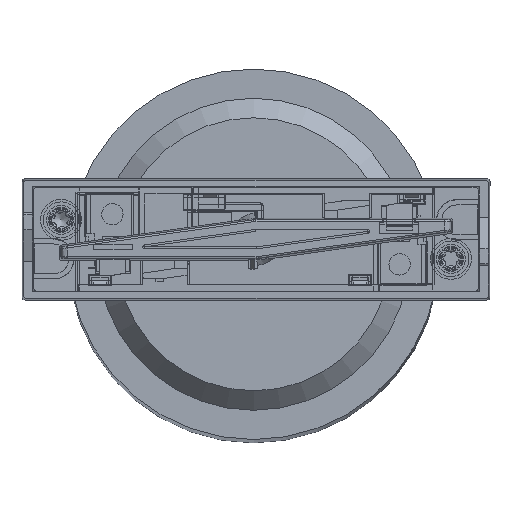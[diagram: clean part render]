
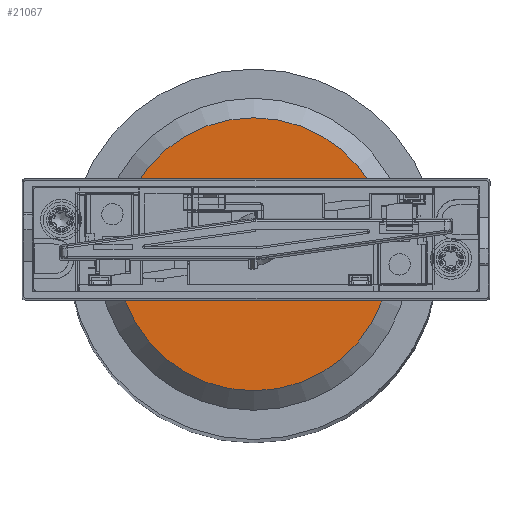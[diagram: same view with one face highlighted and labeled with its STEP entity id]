
A CAD part, top view. The second image highlights one B-rep face of the part: STEP entity #21067.
In plain terms, the highlighted planar face has unit normal (0, 0, 1).
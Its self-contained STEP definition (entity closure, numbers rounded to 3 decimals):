
#512=FACE_BOUND('',#3264,.T.);
#937=CIRCLE('',#22573,7.);
#938=CIRCLE('',#22574,7.);
#939=CIRCLE('',#22576,21.);
#940=CIRCLE('',#22577,21.);
#2176=FACE_OUTER_BOUND('',#3263,.T.);
#3263=EDGE_LOOP('',(#18245,#18246));
#3264=EDGE_LOOP('',(#18247,#18248));
#9474=VERTEX_POINT('',#37202);
#9475=VERTEX_POINT('',#37203);
#9476=VERTEX_POINT('',#37208);
#9477=VERTEX_POINT('',#37209);
#12400=EDGE_CURVE('',#9474,#9475,#937,.T.);
#12402=EDGE_CURVE('',#9475,#9474,#938,.T.);
#12403=EDGE_CURVE('',#9476,#9477,#939,.T.);
#12404=EDGE_CURVE('',#9477,#9476,#940,.T.);
#18245=ORIENTED_EDGE('',*,*,#12403,.F.);
#18246=ORIENTED_EDGE('',*,*,#12404,.F.);
#18247=ORIENTED_EDGE('',*,*,#12400,.F.);
#18248=ORIENTED_EDGE('',*,*,#12402,.F.);
#19002=PLANE('',#22575);
#21067=ADVANCED_FACE('',(#2176,#512),#19002,.F.);
#22573=AXIS2_PLACEMENT_3D('',#37204,#27714,#27715);
#22574=AXIS2_PLACEMENT_3D('',#37206,#27717,#27718);
#22575=AXIS2_PLACEMENT_3D('',#37207,#27719,#27720);
#22576=AXIS2_PLACEMENT_3D('',#37210,#27721,#27722);
#22577=AXIS2_PLACEMENT_3D('',#37211,#27723,#27724);
#27714=DIRECTION('center_axis',(0.,0.,1.));
#27715=DIRECTION('ref_axis',(-1.,0.,0.));
#27717=DIRECTION('center_axis',(0.,0.,1.));
#27718=DIRECTION('ref_axis',(-1.,0.,0.));
#27719=DIRECTION('center_axis',(0.,0.,-1.));
#27720=DIRECTION('ref_axis',(1.,0.,0.));
#27721=DIRECTION('center_axis',(0.,0.,-1.));
#27722=DIRECTION('ref_axis',(-1.,0.,0.));
#27723=DIRECTION('center_axis',(0.,0.,-1.));
#27724=DIRECTION('ref_axis',(-1.,0.,0.));
#37202=CARTESIAN_POINT('',(7.,0.,303.));
#37203=CARTESIAN_POINT('',(-7.,0.,303.));
#37204=CARTESIAN_POINT('Origin',(0.,0.,303.));
#37206=CARTESIAN_POINT('Origin',(0.,0.,303.));
#37207=CARTESIAN_POINT('Origin',(0.,0.,303.));
#37208=CARTESIAN_POINT('',(21.,0.,303.));
#37209=CARTESIAN_POINT('',(-21.,0.,303.));
#37210=CARTESIAN_POINT('Origin',(0.,0.,303.));
#37211=CARTESIAN_POINT('Origin',(0.,0.,303.));
